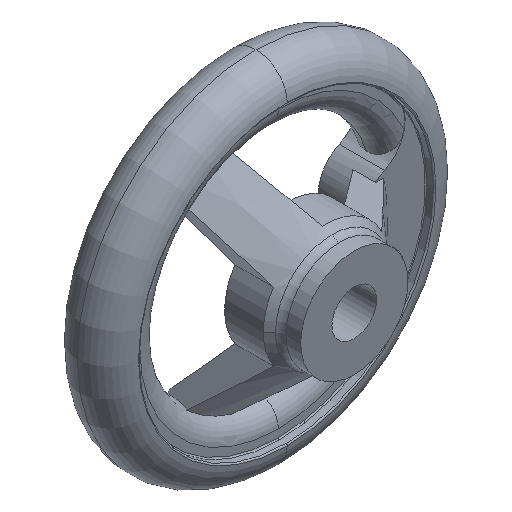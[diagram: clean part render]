
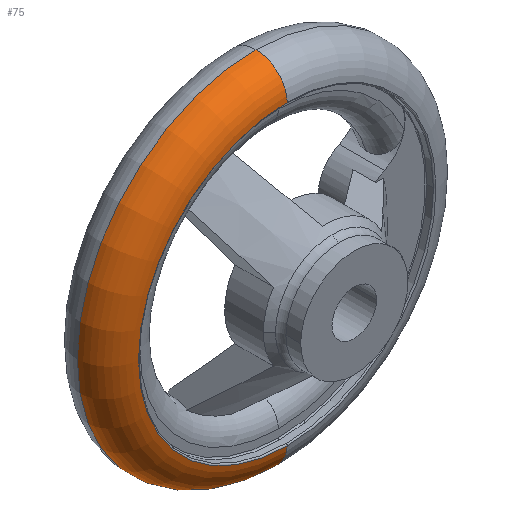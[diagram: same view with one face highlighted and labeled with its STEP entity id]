
A CAD part, isometric view. The second image highlights one B-rep face of the part: STEP entity #75.
In plain terms, the highlighted toroidal (fillet/blend) face has major radius 33 mm and minor radius 7 mm.
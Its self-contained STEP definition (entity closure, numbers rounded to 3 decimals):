
#75 = ADVANCED_FACE( '', ( #132 ), #133, .T. );
#132 = FACE_OUTER_BOUND( '', #246, .T. );
#133 = TOROIDAL_SURFACE( '', #247, 33., 7. );
#246 = EDGE_LOOP( '', ( #360, #361, #362, #363 ) );
#247 = AXIS2_PLACEMENT_3D( '', #364, #365, #366 );
#360 = ORIENTED_EDGE( '', *, *, #876, .F. );
#361 = ORIENTED_EDGE( '', *, *, #877, .T. );
#362 = ORIENTED_EDGE( '', *, *, #878, .T. );
#363 = ORIENTED_EDGE( '', *, *, #879, .T. );
#364 = CARTESIAN_POINT( '', ( 0., 22., 0. ) );
#365 = DIRECTION( '', ( 0., 1., 0. ) );
#366 = DIRECTION( '', ( 0., 0., 1. ) );
#876 = EDGE_CURVE( '', #1050, #1051, #1052, .T. );
#877 = EDGE_CURVE( '', #1050, #1053, #1054, .T. );
#878 = EDGE_CURVE( '', #1053, #1055, #1056, .T. );
#879 = EDGE_CURVE( '', #1055, #1051, #1057, .T. );
#1050 = VERTEX_POINT( '', #1338 );
#1051 = VERTEX_POINT( '', #1339 );
#1052 = CIRCLE( '', #1340, 40. );
#1053 = VERTEX_POINT( '', #1341 );
#1054 = CIRCLE( '', #1342, 7. );
#1055 = VERTEX_POINT( '', #1343 );
#1056 = CIRCLE( '', #1344, 33.292 );
#1057 = CIRCLE( '', #1345, 7. );
#1338 = CARTESIAN_POINT( '', ( 0., 22., -40. ) );
#1339 = CARTESIAN_POINT( '', ( 0., 22., 40. ) );
#1340 = AXIS2_PLACEMENT_3D( '', #2152, #2153, #2154 );
#1341 = CARTESIAN_POINT( '', ( 0., 15.006, -33.292 ) );
#1342 = AXIS2_PLACEMENT_3D( '', #2155, #2156, #2157 );
#1343 = CARTESIAN_POINT( '', ( 0., 15.006, 33.292 ) );
#1344 = AXIS2_PLACEMENT_3D( '', #2158, #2159, #2160 );
#1345 = AXIS2_PLACEMENT_3D( '', #2161, #2162, #2163 );
#2152 = CARTESIAN_POINT( '', ( 0., 22., 0. ) );
#2153 = DIRECTION( '', ( 0., 1., 0. ) );
#2154 = DIRECTION( '', ( 0., 0., 1. ) );
#2155 = CARTESIAN_POINT( '', ( 0., 22., -33. ) );
#2156 = DIRECTION( '', ( -1., 0., 0. ) );
#2157 = DIRECTION( '', ( 0., 0., -1. ) );
#2158 = CARTESIAN_POINT( '', ( 0., 15.006, 0. ) );
#2159 = DIRECTION( '', ( 0., 1., 0. ) );
#2160 = DIRECTION( '', ( 1., 0., 0. ) );
#2161 = CARTESIAN_POINT( '', ( 0., 22., 33. ) );
#2162 = DIRECTION( '', ( -1., 0., 0. ) );
#2163 = DIRECTION( '', ( 0., 0., 1. ) );
